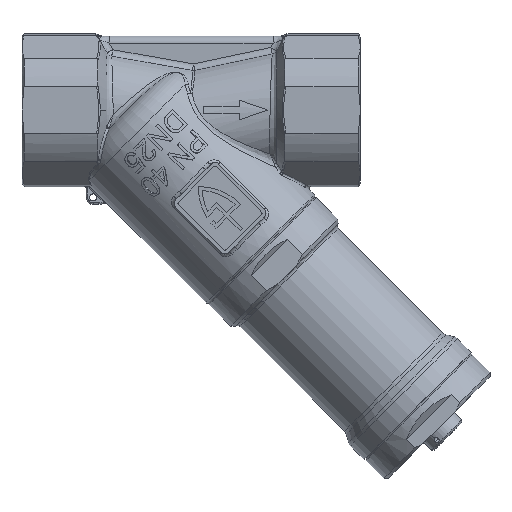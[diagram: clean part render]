
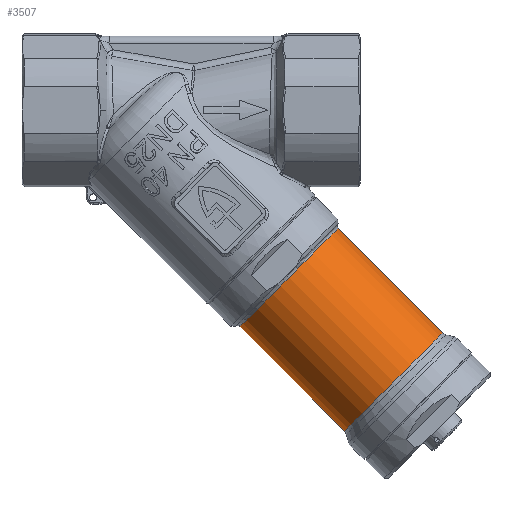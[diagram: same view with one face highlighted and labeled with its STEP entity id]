
A CAD part, top view. The second image highlights one B-rep face of the part: STEP entity #3507.
In plain terms, the highlighted cylindrical face has radius 19.5 mm (diameter 39 mm), a partial arc.
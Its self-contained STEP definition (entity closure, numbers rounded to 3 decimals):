
#1236 = ORIENTED_EDGE ( 'NONE', *, *, #10298, .T. ) ;
#2780 = VECTOR ( 'NONE', #6654, 1000. ) ;
#3507 = ADVANCED_FACE ( 'NONE', ( #20131 ), #10976, .T. ) ;
#5306 = ORIENTED_EDGE ( 'NONE', *, *, #47167, .F. ) ;
#5395 = VERTEX_POINT ( 'NONE', #12480 ) ;
#5918 = CARTESIAN_POINT ( 'NONE',  ( 33.234, -60.811, 0. ) ) ;
#6375 = CARTESIAN_POINT ( 'NONE',  ( 14.496, -42.073, 0. ) ) ;
#6654 = DIRECTION ( 'NONE',  ( -0.707, 0.707, 0. ) ) ;
#6915 = DIRECTION ( 'NONE',  ( -0.707, -0.707, 0. ) ) ;
#7471 = EDGE_CURVE ( 'NONE', #31964, #41683, #8934, .T. ) ;
#7596 = DIRECTION ( 'NONE',  ( -0.707, 0.707, 0. ) ) ;
#8067 = ORIENTED_EDGE ( 'NONE', *, *, #7471, .T. ) ;
#8934 = LINE ( 'NONE', #35908, #32701 ) ;
#9808 = ORIENTED_EDGE ( 'NONE', *, *, #55928, .F. ) ;
#10298 = EDGE_CURVE ( 'NONE', #5395, #31964, #28010, .T. ) ;
#10976 = CYLINDRICAL_SURFACE ( 'NONE', #48320, 19.5 ) ;
#11166 = DIRECTION ( 'NONE',  ( -0.707, 0.707, 0. ) ) ;
#12480 = CARTESIAN_POINT ( 'NONE',  ( 62.532, -90.109, 0. ) ) ;
#14832 = CARTESIAN_POINT ( 'NONE',  ( 76.32, -76.32, 0. ) ) ;
#19658 = DIRECTION ( 'NONE',  ( -0.707, -0.707, 0. ) ) ;
#20131 = FACE_OUTER_BOUND ( 'NONE', #53001, .T. ) ;
#20698 = CARTESIAN_POINT ( 'NONE',  ( 28.284, -28.284, 0. ) ) ;
#28010 = CIRCLE ( 'NONE', #49181, 19.5 ) ;
#28496 = DIRECTION ( 'NONE',  ( -0.707, -0.707, 0. ) ) ;
#30559 = AXIS2_PLACEMENT_3D ( 'NONE', #56322, #11166, #6915 ) ;
#31484 = CARTESIAN_POINT ( 'NONE',  ( 60.811, -33.234, 0. ) ) ;
#31855 = DIRECTION ( 'NONE',  ( -0.707, 0.707, 0. ) ) ;
#31964 = VERTEX_POINT ( 'NONE', #40615 ) ;
#32367 = DIRECTION ( 'NONE',  ( -0.707, 0.707, 0. ) ) ;
#32701 = VECTOR ( 'NONE', #31855, 1000. ) ;
#35908 = CARTESIAN_POINT ( 'NONE',  ( 42.073, -14.496, 0. ) ) ;
#36235 = LINE ( 'NONE', #6375, #2780 ) ;
#40615 = CARTESIAN_POINT ( 'NONE',  ( 90.109, -62.532, 0. ) ) ;
#41683 = VERTEX_POINT ( 'NONE', #31484 ) ;
#47161 = CIRCLE ( 'NONE', #30559, 19.5 ) ;
#47167 = EDGE_CURVE ( 'NONE', #49777, #41683, #47161, .T. ) ;
#48320 = AXIS2_PLACEMENT_3D ( 'NONE', #20698, #7596, #28496 ) ;
#49181 = AXIS2_PLACEMENT_3D ( 'NONE', #14832, #32367, #19658 ) ;
#49777 = VERTEX_POINT ( 'NONE', #5918 ) ;
#53001 = EDGE_LOOP ( 'NONE', ( #1236, #8067, #5306, #9808 ) ) ;
#55928 = EDGE_CURVE ( 'NONE', #5395, #49777, #36235, .T. ) ;
#56322 = CARTESIAN_POINT ( 'NONE',  ( 47.023, -47.023, 0. ) ) ;
